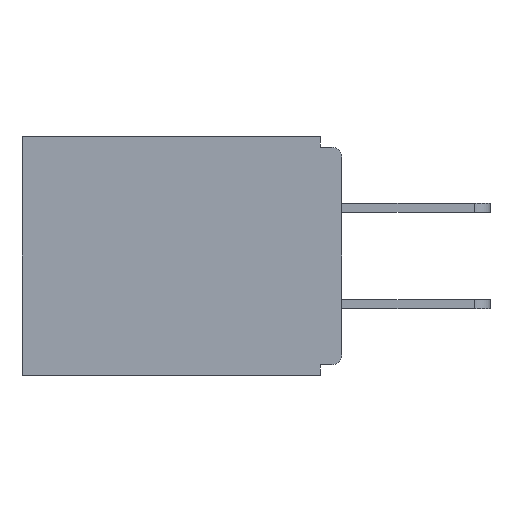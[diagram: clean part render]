
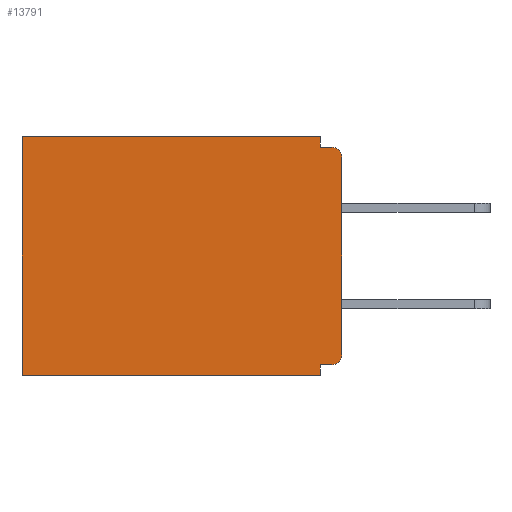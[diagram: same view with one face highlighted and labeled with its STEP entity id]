
A CAD part, left-side view. The second image highlights one B-rep face of the part: STEP entity #13791.
In plain terms, the highlighted planar face has unit normal (-1, 0, 0).
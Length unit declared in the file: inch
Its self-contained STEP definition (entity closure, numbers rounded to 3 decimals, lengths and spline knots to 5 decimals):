
#160 = DIRECTION ( 'NONE',  ( 0., 0., -1. ) ) ;
#407 = VECTOR ( 'NONE', #4284, 39.37008 ) ;
#778 = CARTESIAN_POINT ( 'NONE',  ( 0.298, 0.031, 0. ) ) ;
#875 = EDGE_CURVE ( 'NONE', #15322, #21606, #14816, .T. ) ;
#1370 = EDGE_CURVE ( 'NONE', #4322, #4096, #17986, .T. ) ;
#1433 = CARTESIAN_POINT ( 'NONE',  ( 0.298, 0., -0.015 ) ) ;
#1624 = EDGE_CURVE ( 'NONE', #11654, #4096, #8102, .T. ) ;
#1968 = CARTESIAN_POINT ( 'NONE',  ( 0.298, 0.015, -0.328 ) ) ;
#2345 = CARTESIAN_POINT ( 'NONE',  ( 0.298, 0.46, -0.343 ) ) ;
#2765 = EDGE_CURVE ( 'NONE', #12014, #16118, #7824, .T. ) ;
#2960 = CIRCLE ( 'NONE', #14950, 0.015 ) ;
#3314 = CARTESIAN_POINT ( 'NONE',  ( 0.298, 0., -0.313 ) ) ;
#4061 = CARTESIAN_POINT ( 'NONE',  ( 0.298, 0.031, -0.343 ) ) ;
#4096 = VERTEX_POINT ( 'NONE', #14225 ) ;
#4284 = DIRECTION ( 'NONE',  ( 0., 0., -1. ) ) ;
#4322 = VERTEX_POINT ( 'NONE', #7246 ) ;
#4555 = ORIENTED_EDGE ( 'NONE', *, *, #1624, .F. ) ;
#5134 = CARTESIAN_POINT ( 'NONE',  ( 0.298, 0.031, -0.343 ) ) ;
#5145 = VECTOR ( 'NONE', #9163, 39.37008 ) ;
#5223 = DIRECTION ( 'NONE',  ( 0., 0., -1. ) ) ;
#5263 = VECTOR ( 'NONE', #16333, 39.37008 ) ;
#6192 = DIRECTION ( 'NONE',  ( 0., 0., -1. ) ) ;
#6239 = VERTEX_POINT ( 'NONE', #1968 ) ;
#6354 = EDGE_LOOP ( 'NONE', ( #23813, #4555, #18900, #19863, #20318, #10155, #16004, #9515, #20700, #8558 ) ) ;
#6813 = DIRECTION ( 'NONE',  ( 1., 0., 0. ) ) ;
#7246 = CARTESIAN_POINT ( 'NONE',  ( 0.298, 0., -0.03 ) ) ;
#7313 = CARTESIAN_POINT ( 'NONE',  ( 0.298, 0.031, -0.343 ) ) ;
#7706 = AXIS2_PLACEMENT_3D ( 'NONE', #15434, #7979, #6192 ) ;
#7751 = DIRECTION ( 'NONE',  ( -1., 0., 0. ) ) ;
#7824 = LINE ( 'NONE', #8179, #11555 ) ;
#7979 = DIRECTION ( 'NONE',  ( -1., 0., 0. ) ) ;
#8102 = LINE ( 'NONE', #1433, #23428 ) ;
#8179 = CARTESIAN_POINT ( 'NONE',  ( 0.298, 0., -0.343 ) ) ;
#8447 = VERTEX_POINT ( 'NONE', #3314 ) ;
#8558 = ORIENTED_EDGE ( 'NONE', *, *, #15184, .F. ) ;
#9093 = DIRECTION ( 'NONE',  ( 0., 0., -1. ) ) ;
#9130 = CARTESIAN_POINT ( 'NONE',  ( 0.298, 0., -0.328 ) ) ;
#9163 = DIRECTION ( 'NONE',  ( 0., 0., -1. ) ) ;
#9201 = DIRECTION ( 'NONE',  ( 0., 1., 0. ) ) ;
#9515 = ORIENTED_EDGE ( 'NONE', *, *, #23247, .F. ) ;
#9605 = CARTESIAN_POINT ( 'NONE',  ( 0.298, 0.015, -0.313 ) ) ;
#10155 = ORIENTED_EDGE ( 'NONE', *, *, #2765, .F. ) ;
#10678 = DIRECTION ( 'NONE',  ( 0., 0., -1. ) ) ;
#10682 = LINE ( 'NONE', #7313, #23119 ) ;
#10711 = CARTESIAN_POINT ( 'NONE',  ( 0.298, 0., 0. ) ) ;
#10783 = LINE ( 'NONE', #22560, #407 ) ;
#11555 = VECTOR ( 'NONE', #11950, 39.37008 ) ;
#11654 = VERTEX_POINT ( 'NONE', #21769 ) ;
#11950 = DIRECTION ( 'NONE',  ( 0., 1., 0. ) ) ;
#12014 = VERTEX_POINT ( 'NONE', #4061 ) ;
#12391 = EDGE_CURVE ( 'NONE', #23618, #12014, #17398, .T. ) ;
#13043 = VECTOR ( 'NONE', #5223, 39.37008 ) ;
#13791 = ADVANCED_FACE ( 'NONE', ( #18279 ), #23468, .F. ) ;
#13878 = EDGE_CURVE ( 'NONE', #15322, #11654, #10682, .T. ) ;
#14225 = CARTESIAN_POINT ( 'NONE',  ( 0.298, 0.015, -0.015 ) ) ;
#14816 = LINE ( 'NONE', #10711, #5263 ) ;
#14950 = AXIS2_PLACEMENT_3D ( 'NONE', #9605, #7751, #160 ) ;
#15184 = EDGE_CURVE ( 'NONE', #4322, #8447, #17035, .T. ) ;
#15322 = VERTEX_POINT ( 'NONE', #778 ) ;
#15434 = CARTESIAN_POINT ( 'NONE',  ( 0.298, 0.015, -0.03 ) ) ;
#15870 = CARTESIAN_POINT ( 'NONE',  ( 0.298, 0., 0. ) ) ;
#15971 = LINE ( 'NONE', #9130, #16579 ) ;
#16004 = ORIENTED_EDGE ( 'NONE', *, *, #12391, .F. ) ;
#16118 = VERTEX_POINT ( 'NONE', #2345 ) ;
#16333 = DIRECTION ( 'NONE',  ( 0., 1., 0. ) ) ;
#16579 = VECTOR ( 'NONE', #9201, 39.37008 ) ;
#17035 = LINE ( 'NONE', #15870, #5145 ) ;
#17398 = LINE ( 'NONE', #5134, #13043 ) ;
#17624 = EDGE_CURVE ( 'NONE', #21606, #16118, #10783, .T. ) ;
#17986 = CIRCLE ( 'NONE', #7706, 0.015 ) ;
#18279 = FACE_OUTER_BOUND ( 'NONE', #6354, .T. ) ;
#18900 = ORIENTED_EDGE ( 'NONE', *, *, #13878, .F. ) ;
#19863 = ORIENTED_EDGE ( 'NONE', *, *, #875, .T. ) ;
#20187 = DIRECTION ( 'NONE',  ( 0., -1., 0. ) ) ;
#20318 = ORIENTED_EDGE ( 'NONE', *, *, #17624, .T. ) ;
#20700 = ORIENTED_EDGE ( 'NONE', *, *, #23326, .T. ) ;
#21606 = VERTEX_POINT ( 'NONE', #21674 ) ;
#21674 = CARTESIAN_POINT ( 'NONE',  ( 0.298, 0.46, 0. ) ) ;
#21769 = CARTESIAN_POINT ( 'NONE',  ( 0.298, 0.031, -0.015 ) ) ;
#22560 = CARTESIAN_POINT ( 'NONE',  ( 0.298, 0.46, 0. ) ) ;
#22605 = AXIS2_PLACEMENT_3D ( 'NONE', #23639, #6813, #10678 ) ;
#23119 = VECTOR ( 'NONE', #9093, 39.37008 ) ;
#23142 = CARTESIAN_POINT ( 'NONE',  ( 0.298, 0.031, -0.328 ) ) ;
#23247 = EDGE_CURVE ( 'NONE', #6239, #23618, #15971, .T. ) ;
#23326 = EDGE_CURVE ( 'NONE', #6239, #8447, #2960, .T. ) ;
#23428 = VECTOR ( 'NONE', #20187, 39.37008 ) ;
#23468 = PLANE ( 'NONE',  #22605 ) ;
#23618 = VERTEX_POINT ( 'NONE', #23142 ) ;
#23639 = CARTESIAN_POINT ( 'NONE',  ( 0.298, 0., 0. ) ) ;
#23813 = ORIENTED_EDGE ( 'NONE', *, *, #1370, .T. ) ;
